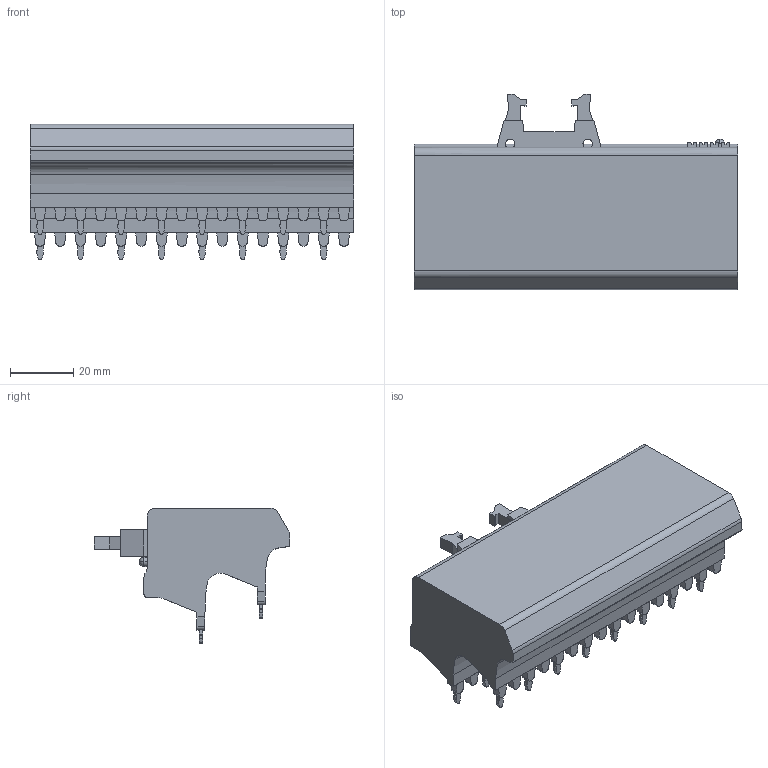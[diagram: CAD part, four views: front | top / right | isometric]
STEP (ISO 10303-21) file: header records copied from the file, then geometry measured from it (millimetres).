
FILE_DESCRIPTION(('CATIA V5R24 STEP','CAx-IF Rec.Pracs.--- Model Styling and Organization---1.2---2011-12-15'),'2;1');
FILE_NAME ('6313648_4', '2017-08-15T10:40:50+00:00', ('Weidmueller Interface'), ('Weidmueller'), 'CATIA Version 5-6 Release 2014 SP4', 'CATIA V5 STEP AP214', 'none');
FILE_SCHEMA(('AUTOMOTIVE_DESIGN { 1 0 10303 214 1 1 1 1 }'));
Length unit declared in the file: millimetre
Products named in the file (1): 1463540000
Bounding box: 102.2 x 61.85 x 42.8 mm (x, y, z)
Volume: 112325.8 mm3; surface area: 23050.7 mm2
Topology: 33 solids, 33 shells, 798 faces, 2113 edges, 1415 vertices
Faces by surface type: plane 539, cylinder 135, extrusion 110, bspline 10, sphere 4
Entity records: 26211 total; most frequent: CARTESIAN_POINT 6592, ORIENTED_EDGE 4214, DIRECTION 3057, EDGE_CURVE 2107, VECTOR 1634, LINE 1524, VERTEX_POINT 1415, AXIS2_PLACEMENT_3D 939
